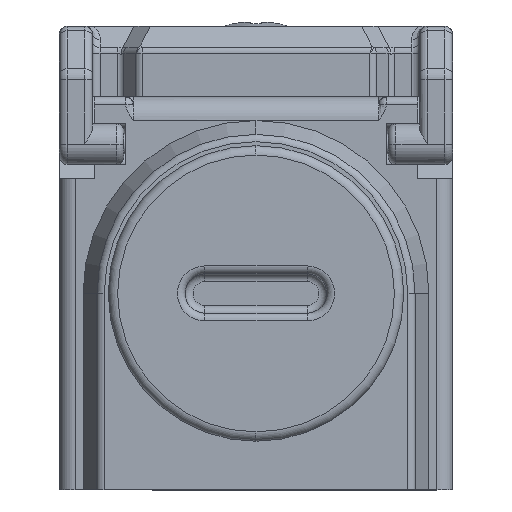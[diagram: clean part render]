
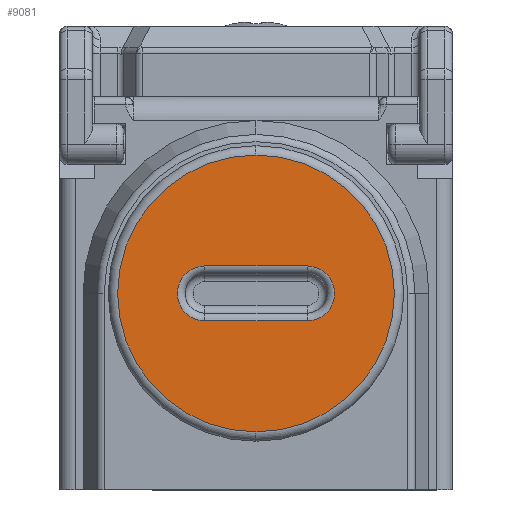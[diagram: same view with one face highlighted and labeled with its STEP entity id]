
A CAD part, front view. The second image highlights one B-rep face of the part: STEP entity #9081.
In plain terms, the highlighted planar face has unit normal (0, -1, 0).
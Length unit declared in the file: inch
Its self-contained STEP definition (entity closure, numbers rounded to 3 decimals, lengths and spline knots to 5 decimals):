
#132 = AXIS2_PLACEMENT_3D ( 'NONE', #7788, #41612, #12681 ) ;
#645 = CARTESIAN_POINT ( 'NONE',  ( 0.12795, -0.1378, 0.42323 ) ) ;
#1271 = DIRECTION ( 'NONE',  ( 0., 1., 0. ) ) ;
#2097 = DIRECTION ( 'NONE',  ( 0., 0., -1. ) ) ;
#2360 = VERTEX_POINT ( 'NONE', #46875 ) ;
#3787 = AXIS2_PLACEMENT_3D ( 'NONE', #59972, #31063, #2097 ) ;
#3801 = ORIENTED_EDGE ( 'NONE', *, *, #23587, .T. ) ;
#5597 = EDGE_CURVE ( 'NONE', #20860, #53993, #44716, .T. ) ;
#5908 = PLANE ( 'NONE',  #51362 ) ;
#6006 = DIRECTION ( 'NONE',  ( 0., 1., 0. ) ) ;
#7788 = CARTESIAN_POINT ( 'NONE',  ( 0., -0.1378, 0.49213 ) ) ;
#8071 = ORIENTED_EDGE ( 'NONE', *, *, #24064, .T. ) ;
#8733 = CARTESIAN_POINT ( 'NONE',  ( 0.12795, -0.1378, 0.56102 ) ) ;
#9081 = ADVANCED_FACE ( 'NONE', ( #24631, #50329 ), #5908, .F. ) ;
#9374 = DIRECTION ( 'NONE',  ( 1., 0., 0. ) ) ;
#10856 = CIRCLE ( 'NONE', #21413, 0.0689 ) ;
#12681 = DIRECTION ( 'NONE',  ( 0., 0., -1. ) ) ;
#15506 = VECTOR ( 'NONE', #9374, 39.37008 ) ;
#18781 = CIRCLE ( 'NONE', #3787, 0.34646 ) ;
#20503 = CARTESIAN_POINT ( 'NONE',  ( 0., -0.1378, 0.12205 ) ) ;
#20860 = VERTEX_POINT ( 'NONE', #645 ) ;
#21413 = AXIS2_PLACEMENT_3D ( 'NONE', #34952, #6006, #39797 ) ;
#23587 = EDGE_CURVE ( 'NONE', #53993, #2360, #44539, .T. ) ;
#24041 = VERTEX_POINT ( 'NONE', #25563 ) ;
#24064 = EDGE_CURVE ( 'NONE', #31486, #24041, #18781, .T. ) ;
#24498 = DIRECTION ( 'NONE',  ( 0., 1., 0. ) ) ;
#24631 = FACE_BOUND ( 'NONE', #34541, .T. ) ;
#25563 = CARTESIAN_POINT ( 'NONE',  ( 0., -0.1378, 0.83858 ) ) ;
#27221 = CARTESIAN_POINT ( 'NONE',  ( -0.12795, -0.1378, 0.42323 ) ) ;
#30867 = ORIENTED_EDGE ( 'NONE', *, *, #58368, .T. ) ;
#31063 = DIRECTION ( 'NONE',  ( 0., -1., 0. ) ) ;
#31486 = VERTEX_POINT ( 'NONE', #59290 ) ;
#34541 = EDGE_LOOP ( 'NONE', ( #50032, #61152, #49446, #3801 ) ) ;
#34952 = CARTESIAN_POINT ( 'NONE',  ( 0.12795, -0.1378, 0.49213 ) ) ;
#35073 = DIRECTION ( 'NONE',  ( 0., 0., -1. ) ) ;
#36722 = DIRECTION ( 'NONE',  ( -1., 0., 0. ) ) ;
#36852 = CIRCLE ( 'NONE', #132, 0.34646 ) ;
#39797 = DIRECTION ( 'NONE',  ( 0., 0., -1. ) ) ;
#40681 = EDGE_CURVE ( 'NONE', #45506, #20860, #10856, .T. ) ;
#41195 = LINE ( 'NONE', #52483, #15506 ) ;
#41612 = DIRECTION ( 'NONE',  ( 0., -1., 0. ) ) ;
#44539 = CIRCLE ( 'NONE', #52753, 0.0689 ) ;
#44716 = LINE ( 'NONE', #60802, #54521 ) ;
#45506 = VERTEX_POINT ( 'NONE', #8733 ) ;
#46875 = CARTESIAN_POINT ( 'NONE',  ( -0.12795, -0.1378, 0.56102 ) ) ;
#48019 = EDGE_LOOP ( 'NONE', ( #8071, #30867 ) ) ;
#49446 = ORIENTED_EDGE ( 'NONE', *, *, #5597, .T. ) ;
#50032 = ORIENTED_EDGE ( 'NONE', *, *, #50127, .T. ) ;
#50127 = EDGE_CURVE ( 'NONE', #2360, #45506, #41195, .T. ) ;
#50329 = FACE_OUTER_BOUND ( 'NONE', #48019, .T. ) ;
#51362 = AXIS2_PLACEMENT_3D ( 'NONE', #20503, #1271, #35073 ) ;
#52483 = CARTESIAN_POINT ( 'NONE',  ( 0., -0.1378, 0.56102 ) ) ;
#52753 = AXIS2_PLACEMENT_3D ( 'NONE', #53452, #24498, #58306 ) ;
#53452 = CARTESIAN_POINT ( 'NONE',  ( -0.12795, -0.1378, 0.49213 ) ) ;
#53993 = VERTEX_POINT ( 'NONE', #27221 ) ;
#54521 = VECTOR ( 'NONE', #36722, 39.37008 ) ;
#58306 = DIRECTION ( 'NONE',  ( 0., 0., -1. ) ) ;
#58368 = EDGE_CURVE ( 'NONE', #24041, #31486, #36852, .T. ) ;
#59290 = CARTESIAN_POINT ( 'NONE',  ( 0., -0.1378, 0.14567 ) ) ;
#59972 = CARTESIAN_POINT ( 'NONE',  ( 0., -0.1378, 0.49213 ) ) ;
#60802 = CARTESIAN_POINT ( 'NONE',  ( 0., -0.1378, 0.42323 ) ) ;
#61152 = ORIENTED_EDGE ( 'NONE', *, *, #40681, .T. ) ;
